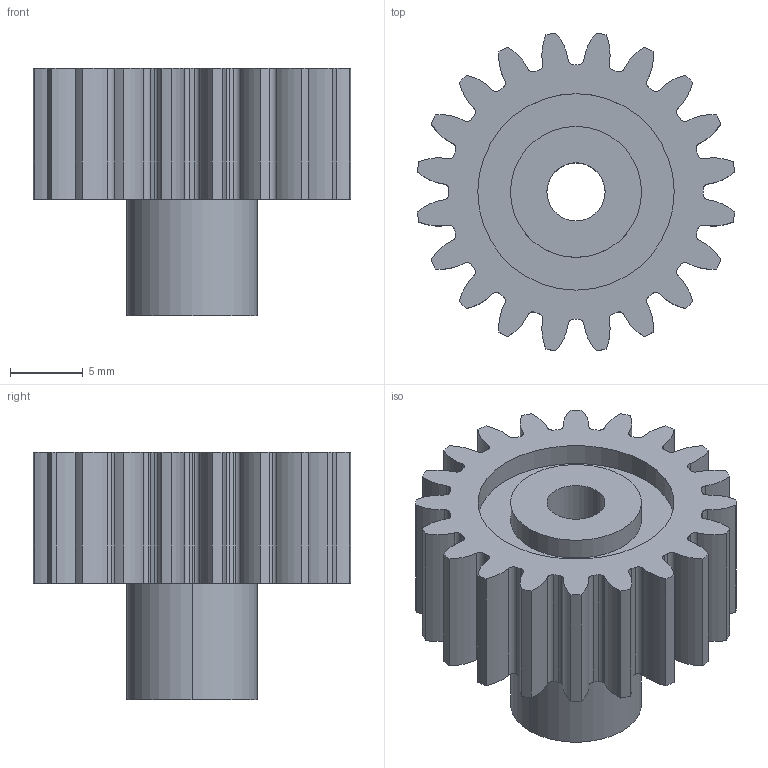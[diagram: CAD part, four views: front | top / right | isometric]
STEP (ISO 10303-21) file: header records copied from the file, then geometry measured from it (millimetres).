
FILE_DESCRIPTION (( 'STEP AP214' ), '1' );
FILE_NAME ('119-010-020.step', '2010-07-19T14:22:00', ( 'WMH Herion Antriebstechnik GmbH' ), ( 'WMH Herion Antriebstechnik GmbH' ), 'SwSTEP 2.0', 'SolidWorks 2010', '' );
FILE_SCHEMA (( 'AUTOMOTIVE_DESIGN' ));
Length unit declared in the file: millimetre
Products named in the file (1): 119-010-020
Bounding box: 21.83 x 21.83 x 17 mm (x, y, z)
Volume: 2833.6 mm3; surface area: 2362.9 mm2
Topology: 1 solids, 1 shells, 151 faces, 435 edges, 290 vertices
Faces by surface type: cylinder 145, plane 6
Entity records: 5177 total; most frequent: DIRECTION 1029, CARTESIAN_POINT 877, ORIENTED_EDGE 870, AXIS2_PLACEMENT_3D 442, EDGE_CURVE 435, CIRCLE 290, VERTEX_POINT 290, EDGE_LOOP 157
